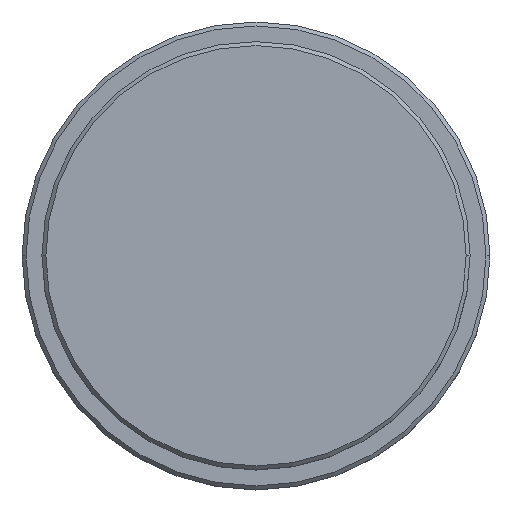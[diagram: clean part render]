
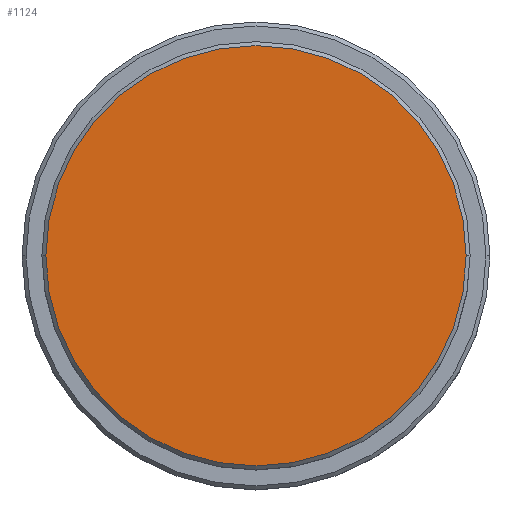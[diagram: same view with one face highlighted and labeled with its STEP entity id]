
A CAD part, top view. The second image highlights one B-rep face of the part: STEP entity #1124.
In plain terms, the highlighted planar face has unit normal (0, 0, 1).
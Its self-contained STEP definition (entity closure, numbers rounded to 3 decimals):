
#74 = AXIS2_PLACEMENT_3D ( 'NONE', #109, #1416, #1281 ) ;
#96 = CARTESIAN_POINT ( 'NONE',  ( 0., 0., 0. ) ) ;
#109 = CARTESIAN_POINT ( 'NONE',  ( 0., 0., 0. ) ) ;
#124 = AXIS2_PLACEMENT_3D ( 'NONE', #96, #869, #1297 ) ;
#201 = PLANE ( 'NONE',  #74 ) ;
#226 = DIRECTION ( 'NONE',  ( 1., 0., 0. ) ) ;
#423 = AXIS2_PLACEMENT_3D ( 'NONE', #1206, #1096, #226 ) ;
#550 = ORIENTED_EDGE ( 'NONE', *, *, #1140, .T. ) ;
#652 = EDGE_LOOP ( 'NONE', ( #1144, #550 ) ) ;
#725 = VERTEX_POINT ( 'NONE', #977 ) ;
#731 = EDGE_CURVE ( 'NONE', #725, #1164, #1289, .T. ) ;
#805 = CARTESIAN_POINT ( 'NONE',  ( 26.5, 0., 0. ) ) ;
#848 = FACE_OUTER_BOUND ( 'NONE', #652, .T. ) ;
#869 = DIRECTION ( 'NONE',  ( 0., 0., 1. ) ) ;
#977 = CARTESIAN_POINT ( 'NONE',  ( -26.5, 0., 0. ) ) ;
#1096 = DIRECTION ( 'NONE',  ( 0., 0., 1. ) ) ;
#1124 = ADVANCED_FACE ( 'NONE', ( #848 ), #201, .T. ) ;
#1140 = EDGE_CURVE ( 'NONE', #1164, #725, #1158, .T. ) ;
#1144 = ORIENTED_EDGE ( 'NONE', *, *, #731, .T. ) ;
#1158 = CIRCLE ( 'NONE', #423, 26.5 ) ;
#1164 = VERTEX_POINT ( 'NONE', #805 ) ;
#1206 = CARTESIAN_POINT ( 'NONE',  ( 0., 0., 0. ) ) ;
#1281 = DIRECTION ( 'NONE',  ( 1., 0., 0. ) ) ;
#1289 = CIRCLE ( 'NONE', #124, 26.5 ) ;
#1297 = DIRECTION ( 'NONE',  ( 1., 0., 0. ) ) ;
#1416 = DIRECTION ( 'NONE',  ( 0., 0., 1. ) ) ;
